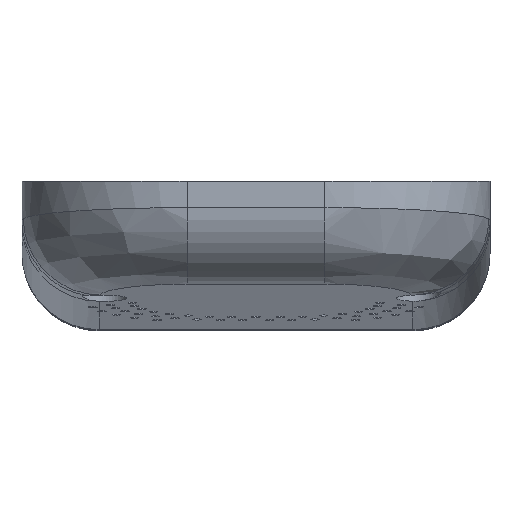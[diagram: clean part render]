
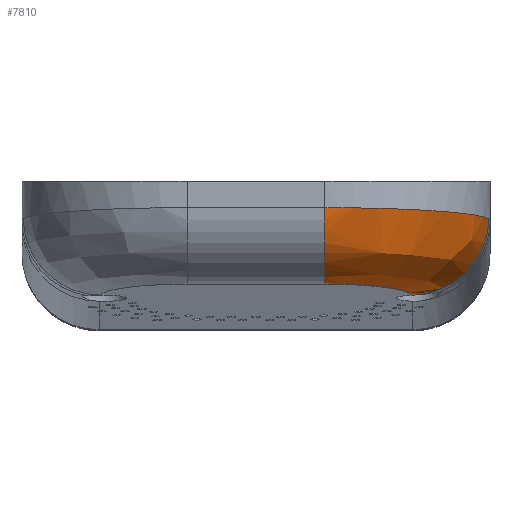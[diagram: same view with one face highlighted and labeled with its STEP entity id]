
A CAD part, top view. The second image highlights one B-rep face of the part: STEP entity #7810.
In plain terms, the highlighted free-form (B-spline) face has degree [3, 3] with [7, 7] control points.
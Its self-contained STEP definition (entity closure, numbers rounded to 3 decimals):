
#368=ELLIPSE('',#8384,16.157,16.);
#382=ELLIPSE('',#8486,30.084,30.);
#674=B_SPLINE_SURFACE_WITH_KNOTS('',3,3,((#14694,#14695,#14696,#14697,#14698,
#14699,#14700),(#14701,#14702,#14703,#14704,#14705,#14706,#14707),(#14708,
#14709,#14710,#14711,#14712,#14713,#14714),(#14715,#14716,#14717,#14718,
#14719,#14720,#14721),(#14722,#14723,#14724,#14725,#14726,#14727,#14728),
(#14729,#14730,#14731,#14732,#14733,#14734,#14735),(#14736,#14737,#14738,
#14739,#14740,#14741,#14742)),.UNSPECIFIED.,.F.,.F.,.F.,(4,1,1,1,4),(4,
1,1,1,4),(0.,0.286,0.571,0.786,1.),
(0.,0.415,0.622,1.037,
1.452),.UNSPECIFIED.);
#1149=FACE_OUTER_BOUND('',#1699,.T.);
#1699=EDGE_LOOP('',(#7248,#7249,#7250,#7251,#7252));
#1793=CIRCLE('',#8561,14.);
#1794=CIRCLE('',#8562,14.);
#3010=B_SPLINE_CURVE_WITH_KNOTS('',3,(#14744,#14745,#14746,#14747),
 .UNSPECIFIED.,.F.,.F.,(4,4),(0.,0.139),.UNSPECIFIED.);
#3678=VERTEX_POINT('',#13739);
#3679=VERTEX_POINT('',#13741);
#3806=VERTEX_POINT('',#14163);
#3807=VERTEX_POINT('',#14165);
#3833=VERTEX_POINT('',#14743);
#4728=EDGE_CURVE('',#3679,#3678,#368,.T.);
#4906=EDGE_CURVE('',#3807,#3806,#382,.T.);
#4981=EDGE_CURVE('',#3678,#3833,#3010,.T.);
#4982=EDGE_CURVE('',#3833,#3807,#1793,.T.);
#4983=EDGE_CURVE('',#3806,#3679,#1794,.T.);
#7248=ORIENTED_EDGE('',*,*,#4981,.T.);
#7249=ORIENTED_EDGE('',*,*,#4982,.T.);
#7250=ORIENTED_EDGE('',*,*,#4906,.T.);
#7251=ORIENTED_EDGE('',*,*,#4983,.T.);
#7252=ORIENTED_EDGE('',*,*,#4728,.T.);
#7810=ADVANCED_FACE('',(#1149),#674,.F.);
#8384=AXIS2_PLACEMENT_3D('',#13742,#10033,#10034);
#8486=AXIS2_PLACEMENT_3D('',#14166,#10353,#10354);
#8561=AXIS2_PLACEMENT_3D('',#14748,#10521,#10522);
#8562=AXIS2_PLACEMENT_3D('',#14749,#10523,#10524);
#10033=DIRECTION('center_axis',(0.,0.99,-0.139));
#10034=DIRECTION('ref_axis',(0.,0.139,0.99));
#10353=DIRECTION('center_axis',(0.,-0.997,
0.075));
#10354=DIRECTION('ref_axis',(0.,0.075,0.997));
#10521=DIRECTION('center_axis',(-0.117,0.138,0.983));
#10522=DIRECTION('ref_axis',(0.,-0.99,0.139));
#10523=DIRECTION('center_axis',(1.,0.,0.));
#10524=DIRECTION('ref_axis',(0.,0.,1.));
#13739=CARTESIAN_POINT('',(28.388,6.324,73.842));
#13741=CARTESIAN_POINT('',(12.5,8.306,87.948));
#13742=CARTESIAN_POINT('Origin',(12.5,6.058,71.948));
#14163=CARTESIAN_POINT('',(12.5,22.17,100.));
#14165=CARTESIAN_POINT('',(42.289,20.188,73.551));
#14166=CARTESIAN_POINT('Origin',(12.5,19.921,70.));
#14694=CARTESIAN_POINT('Ctrl Pts',(12.5,8.306,87.948));
#14695=CARTESIAN_POINT('Ctrl Pts',(14.713,8.306,87.948));
#14696=CARTESIAN_POINT('Ctrl Pts',(18.029,8.208,87.248));
#14697=CARTESIAN_POINT('Ctrl Pts',(22.861,7.82,84.491));
#14698=CARTESIAN_POINT('Ctrl Pts',(26.677,7.235,80.324));
#14699=CARTESIAN_POINT('Ctrl Pts',(28.126,6.633,76.039));
#14700=CARTESIAN_POINT('Ctrl Pts',(28.388,6.324,73.842));
#14701=CARTESIAN_POINT('Ctrl Pts',(12.5,8.572,89.838));
#14702=CARTESIAN_POINT('Ctrl Pts',(14.979,8.572,89.838));
#14703=CARTESIAN_POINT('Ctrl Pts',(18.696,8.463,89.061));
#14704=CARTESIAN_POINT('Ctrl Pts',(24.128,8.032,86.));
#14705=CARTESIAN_POINT('Ctrl Pts',(28.446,7.38,81.358));
#14706=CARTESIAN_POINT('Ctrl Pts',(30.125,6.705,76.556));
#14707=CARTESIAN_POINT('Ctrl Pts',(30.446,6.358,74.083));
#14708=CARTESIAN_POINT('Ctrl Pts',(12.5,9.887,93.507));
#14709=CARTESIAN_POINT('Ctrl Pts',(15.512,9.887,93.507));
#14710=CARTESIAN_POINT('Ctrl Pts',(20.028,9.763,92.578));
#14711=CARTESIAN_POINT('Ctrl Pts',(26.661,9.274,88.901));
#14712=CARTESIAN_POINT('Ctrl Pts',(31.984,8.531,83.306));
#14713=CARTESIAN_POINT('Ctrl Pts',(34.123,7.755,77.463));
#14714=CARTESIAN_POINT('Ctrl Pts',(34.561,7.352,74.433));
#14715=CARTESIAN_POINT('Ctrl Pts',(12.5,13.551,97.416));
#14716=CARTESIAN_POINT('Ctrl Pts',(16.124,13.551,97.416));
#14717=CARTESIAN_POINT('Ctrl Pts',(21.557,13.427,96.301));
#14718=CARTESIAN_POINT('Ctrl Pts',(29.548,12.935,91.887));
#14719=CARTESIAN_POINT('Ctrl Pts',(35.976,12.188,85.162));
#14720=CARTESIAN_POINT('Ctrl Pts',(38.58,11.406,78.12));
#14721=CARTESIAN_POINT('Ctrl Pts',(39.121,11.001,74.464));
#14722=CARTESIAN_POINT('Ctrl Pts',(12.5,17.877,99.557));
#14723=CARTESIAN_POINT('Ctrl Pts',(16.504,17.877,99.557));
#14724=CARTESIAN_POINT('Ctrl Pts',(22.507,17.764,98.313));
#14725=CARTESIAN_POINT('Ctrl Pts',(31.308,17.317,93.397));
#14726=CARTESIAN_POINT('Ctrl Pts',(38.346,16.639,85.925));
#14727=CARTESIAN_POINT('Ctrl Pts',(41.137,15.934,78.149));
#14728=CARTESIAN_POINT('Ctrl Pts',(41.693,15.57,74.129));
#14729=CARTESIAN_POINT('Ctrl Pts',(12.5,20.739,100.));
#14730=CARTESIAN_POINT('Ctrl Pts',(16.621,20.739,100.));
#14731=CARTESIAN_POINT('Ctrl Pts',(22.798,20.636,98.704));
#14732=CARTESIAN_POINT('Ctrl Pts',(31.82,20.228,93.598));
#14733=CARTESIAN_POINT('Ctrl Pts',(38.979,19.612,85.864));
#14734=CARTESIAN_POINT('Ctrl Pts',(41.744,18.975,77.875));
#14735=CARTESIAN_POINT('Ctrl Pts',(42.264,18.648,73.764));
#14736=CARTESIAN_POINT('Ctrl Pts',(12.5,22.17,100.));
#14737=CARTESIAN_POINT('Ctrl Pts',(16.649,22.17,100.));
#14738=CARTESIAN_POINT('Ctrl Pts',(22.867,22.072,98.686));
#14739=CARTESIAN_POINT('Ctrl Pts',(31.927,21.684,93.518));
#14740=CARTESIAN_POINT('Ctrl Pts',(39.082,21.098,85.704));
#14741=CARTESIAN_POINT('Ctrl Pts',(41.798,20.496,77.671));
#14742=CARTESIAN_POINT('Ctrl Pts',(42.289,20.188,73.551));
#14743=CARTESIAN_POINT('',(29.751,6.413,73.992));
#14744=CARTESIAN_POINT('Ctrl Pts',(28.388,6.324,73.842));
#14745=CARTESIAN_POINT('Ctrl Pts',(28.831,6.342,73.971));
#14746=CARTESIAN_POINT('Ctrl Pts',(29.292,6.372,74.021));
#14747=CARTESIAN_POINT('Ctrl Pts',(29.751,6.413,73.992));
#14748=CARTESIAN_POINT('Origin',(28.388,20.188,71.894));
#14749=CARTESIAN_POINT('Origin',(12.5,22.17,86.));
